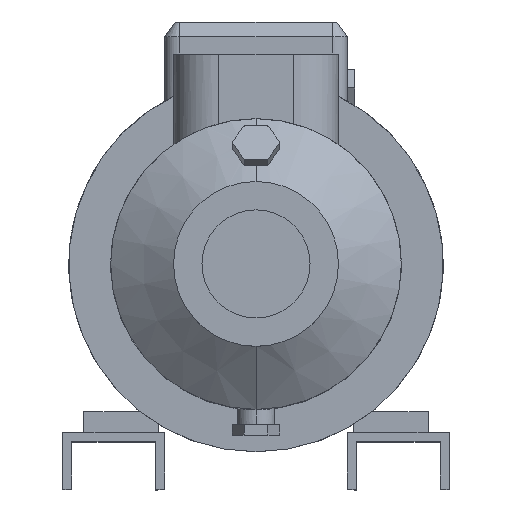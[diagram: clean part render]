
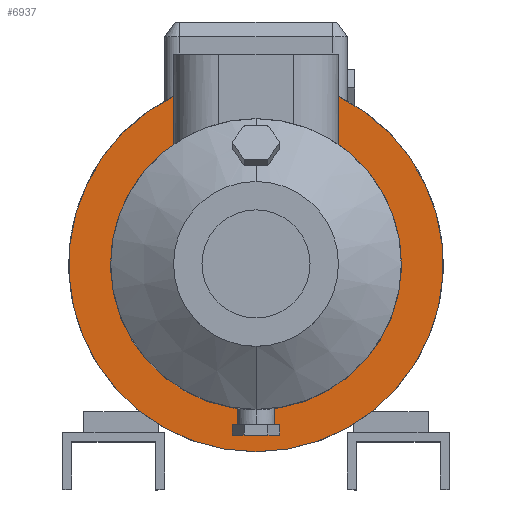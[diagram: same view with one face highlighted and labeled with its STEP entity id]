
A CAD part, top view. The second image highlights one B-rep face of the part: STEP entity #6937.
In plain terms, the highlighted planar face has unit normal (0, 0, 1).
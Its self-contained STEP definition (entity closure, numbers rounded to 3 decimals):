
#252 = DIRECTION ( 'NONE',  ( 0., 0., 1. ) ) ;
#673 = CIRCLE ( 'NONE', #8611, 97. ) ;
#1008 = AXIS2_PLACEMENT_3D ( 'NONE', #7379, #8245, #3745 ) ;
#1170 = VECTOR ( 'NONE', #5294, 1000. ) ;
#1519 = EDGE_CURVE ( 'NONE', #3917, #4309, #9795, .T. ) ;
#1860 = CARTESIAN_POINT ( 'NONE',  ( 0., -97., -43. ) ) ;
#1887 = DIRECTION ( 'NONE',  ( 0., 0., -1. ) ) ;
#1980 = CIRCLE ( 'NONE', #1008, 125. ) ;
#2451 = DIRECTION ( 'NONE',  ( 0., 1., 0. ) ) ;
#2499 = CARTESIAN_POINT ( 'NONE',  ( 55., 79.9, -43. ) ) ;
#2613 = EDGE_CURVE ( 'NONE', #11019, #7817, #6931, .T. ) ;
#2673 = DIRECTION ( 'NONE',  ( 0., 0., 1. ) ) ;
#2702 = EDGE_LOOP ( 'NONE', ( #5223, #8341, #3680, #7998, #8643, #7520 ) ) ;
#2768 = VERTEX_POINT ( 'NONE', #4790 ) ;
#2976 = AXIS2_PLACEMENT_3D ( 'NONE', #8260, #1887, #8198 ) ;
#3215 = AXIS2_PLACEMENT_3D ( 'NONE', #3585, #2673, #6359 ) ;
#3286 = DIRECTION ( 'NONE',  ( 0., -1., 0. ) ) ;
#3424 = CARTESIAN_POINT ( 'NONE',  ( 55., -125.002, -43. ) ) ;
#3585 = CARTESIAN_POINT ( 'NONE',  ( 0., 0., -43. ) ) ;
#3680 = ORIENTED_EDGE ( 'NONE', *, *, #8518, .F. ) ;
#3745 = DIRECTION ( 'NONE',  ( 0., -1., 0. ) ) ;
#3917 = VERTEX_POINT ( 'NONE', #4921 ) ;
#4309 = VERTEX_POINT ( 'NONE', #8731 ) ;
#4745 = DIRECTION ( 'NONE',  ( 0., -1., 0. ) ) ;
#4790 = CARTESIAN_POINT ( 'NONE',  ( 0., -125., -43. ) ) ;
#4921 = CARTESIAN_POINT ( 'NONE',  ( -55., 79.9, -43. ) ) ;
#5223 = ORIENTED_EDGE ( 'NONE', *, *, #2613, .F. ) ;
#5294 = DIRECTION ( 'NONE',  ( 0., 1., 0. ) ) ;
#5457 = FACE_OUTER_BOUND ( 'NONE', #2702, .T. ) ;
#5668 = EDGE_CURVE ( 'NONE', #2768, #7817, #1980, .T. ) ;
#6049 = VERTEX_POINT ( 'NONE', #1860 ) ;
#6296 = AXIS2_PLACEMENT_3D ( 'NONE', #10566, #7885, #3286 ) ;
#6359 = DIRECTION ( 'NONE',  ( 0., -1., 0. ) ) ;
#6931 = LINE ( 'NONE', #3424, #1170 ) ;
#6937 = ADVANCED_FACE ( 'NONE', ( #5457 ), #7216, .F. ) ;
#7216 = PLANE ( 'NONE',  #2976 ) ;
#7252 = CIRCLE ( 'NONE', #6296, 125. ) ;
#7379 = CARTESIAN_POINT ( 'NONE',  ( 0., 0., -43. ) ) ;
#7520 = ORIENTED_EDGE ( 'NONE', *, *, #5668, .T. ) ;
#7650 = CARTESIAN_POINT ( 'NONE',  ( 0., 0., -43. ) ) ;
#7817 = VERTEX_POINT ( 'NONE', #8571 ) ;
#7840 = EDGE_CURVE ( 'NONE', #6049, #11019, #673, .T. ) ;
#7885 = DIRECTION ( 'NONE',  ( 0., 0., 1. ) ) ;
#7998 = ORIENTED_EDGE ( 'NONE', *, *, #1519, .T. ) ;
#8198 = DIRECTION ( 'NONE',  ( 0., 1., 0. ) ) ;
#8245 = DIRECTION ( 'NONE',  ( 0., 0., 1. ) ) ;
#8260 = CARTESIAN_POINT ( 'NONE',  ( 0., 97., -43. ) ) ;
#8292 = EDGE_CURVE ( 'NONE', #4309, #2768, #7252, .T. ) ;
#8341 = ORIENTED_EDGE ( 'NONE', *, *, #7840, .F. ) ;
#8518 = EDGE_CURVE ( 'NONE', #3917, #6049, #9402, .T. ) ;
#8571 = CARTESIAN_POINT ( 'NONE',  ( 55., 112.25, -43. ) ) ;
#8611 = AXIS2_PLACEMENT_3D ( 'NONE', #7650, #252, #4745 ) ;
#8643 = ORIENTED_EDGE ( 'NONE', *, *, #8292, .T. ) ;
#8731 = CARTESIAN_POINT ( 'NONE',  ( -55., 112.25, -43. ) ) ;
#8754 = CARTESIAN_POINT ( 'NONE',  ( -55., -125.002, -43. ) ) ;
#9402 = CIRCLE ( 'NONE', #3215, 97. ) ;
#9795 = LINE ( 'NONE', #8754, #11667 ) ;
#10566 = CARTESIAN_POINT ( 'NONE',  ( 0., 0., -43. ) ) ;
#11019 = VERTEX_POINT ( 'NONE', #2499 ) ;
#11667 = VECTOR ( 'NONE', #2451, 1000. ) ;
